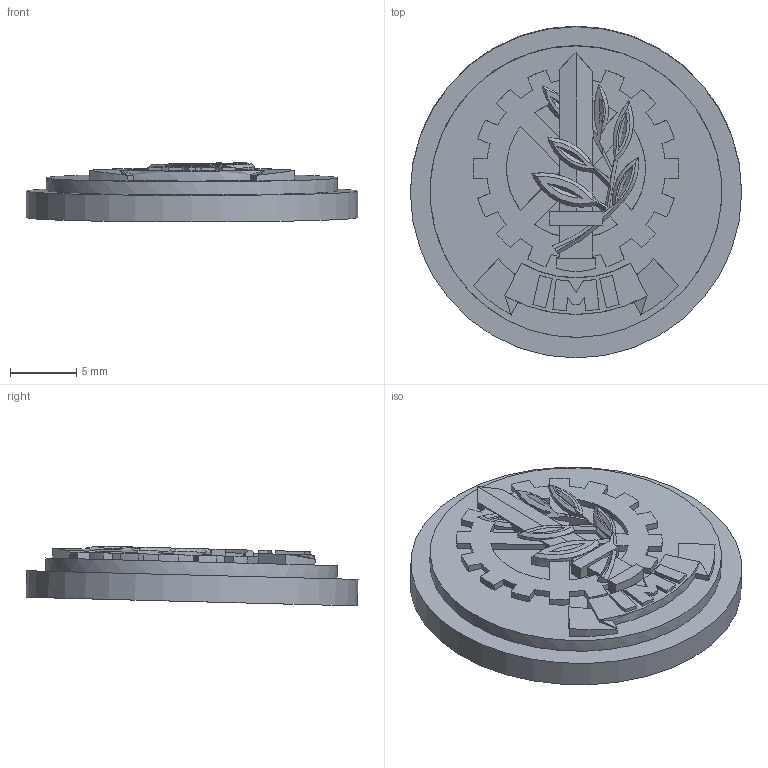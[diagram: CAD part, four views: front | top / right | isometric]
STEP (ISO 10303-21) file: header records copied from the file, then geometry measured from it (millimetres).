
FILE_DESCRIPTION(/* description */ ('Unknown'),/* implementation_level */ '2;1');
FILE_NAME(/* name */ 'jericho941_pre2007_standCoin',/* time_stamp */ '2024-02-21T21:04:39-05:00',/* author */ ('Unknown'),/* organization */ ('Unknown'),/* preprocessor_version */ 'ST-DEVELOPER v18.1',/* originating_system */ 'Solid Edge',/* authorisation */ 'Unknown');
FILE_SCHEMA (('AUTOMOTIVE_DESIGN {1 0 10303 214 3 1 1}'));
Length unit declared in the file: millimetre
Products named in the file (2): jericho941_pre2007_holsters; jericho941_pre2007_standCoin
Assembly tree (1 placements, depth 2):
  jericho941_pre2007_holsters
    jericho941_pre2007_standCoin
Bounding box: 25 x 25.04 x 4.51 mm (x, y, z)
Volume: 1485.2 mm3; surface area: 1354.5 mm2
Topology: 1 solids, 1 shells, 256 faces, 703 edges, 459 vertices
Faces by surface type: plane 161, cylinder 69, cone 26
Full cylindrical faces by diameter (mm): 22 x1, 25 x1
Entity records: 8275 total; most frequent: CARTESIAN_POINT 1815, ORIENTED_EDGE 1400, DIRECTION 1269, EDGE_CURVE 700, VERTEX_POINT 458, AXIS2_PLACEMENT_3D 433, LINE 403, VECTOR 403
